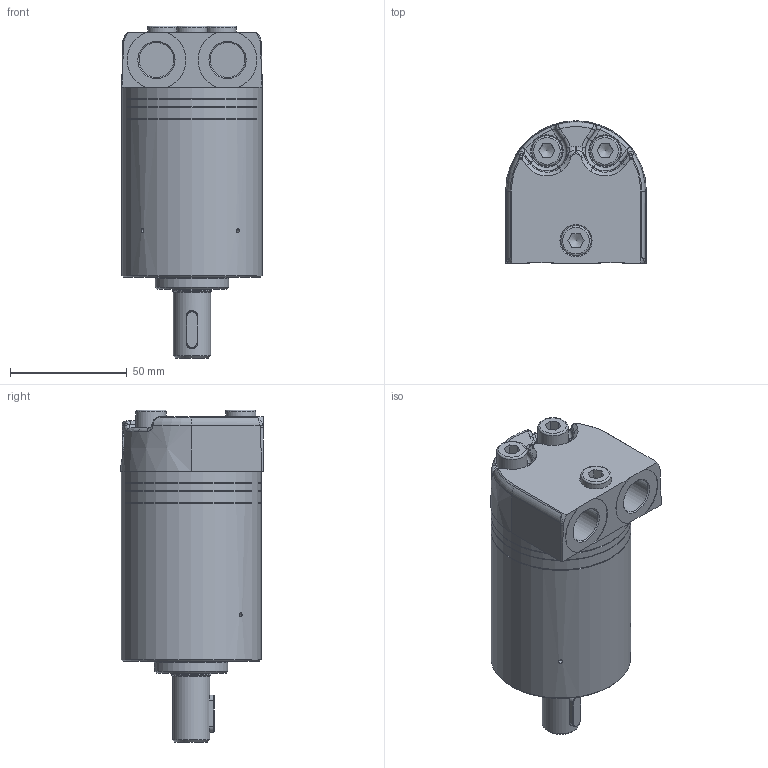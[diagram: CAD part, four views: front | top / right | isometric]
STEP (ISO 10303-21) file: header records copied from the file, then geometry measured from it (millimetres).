
FILE_DESCRIPTION(/* description */ (''),/* implementation_level */ '2;1');
FILE_NAME(/* name */ '18_151G0041_3_05-10-04',/* time_stamp */ '2005-10-04T16:50:20+02:00',/* author */ (''),/* organization */ (''),/* preprocessor_version */ 'ST-DEVELOPER v9',/* originating_system */ 'EDS PLM SOLUTIONS - UNIGRAPHICS NX 1.0',/* authorisation */ '');
FILE_SCHEMA (('CONFIG_CONTROL_DESIGN'));
Length unit declared in the file: millimetre
Products named in the file (1): ejuhE8EB0060
Bounding box: 60.29 x 61 x 142.25 mm (x, y, z)
Volume: 305506.6 mm3; surface area: 35431.6 mm2
Topology: 3 solids, 6 shells, 284 faces, 681 edges, 422 vertices
Faces by surface type: plane 97, cylinder 66, cone 58, bspline 32, torus 30, sphere 1
Full cylindrical faces by diameter (mm): 1.715 x2, 5.1 x1, 5.188 x4, 6.4 x1, 8 x3, 8.2 x4, 8.7 x1, 9.63 x1, 11.9 x3, 13 x3, 13.8 x3, 13.945 x1, 14.95 x2, 16 x1, 16.3 x1, 16.975 x1, 31.47 x1, 60 x4
Entity records: 8129 total; most frequent: CARTESIAN_POINT 2321, DIRECTION 1186, ORIENTED_EDGE 1054, EDGE_CURVE 527, AXIS2_PLACEMENT_3D 506, EDGE_LOOP 400, VERTEX_POINT 376, ADVANCED_FACE 284
